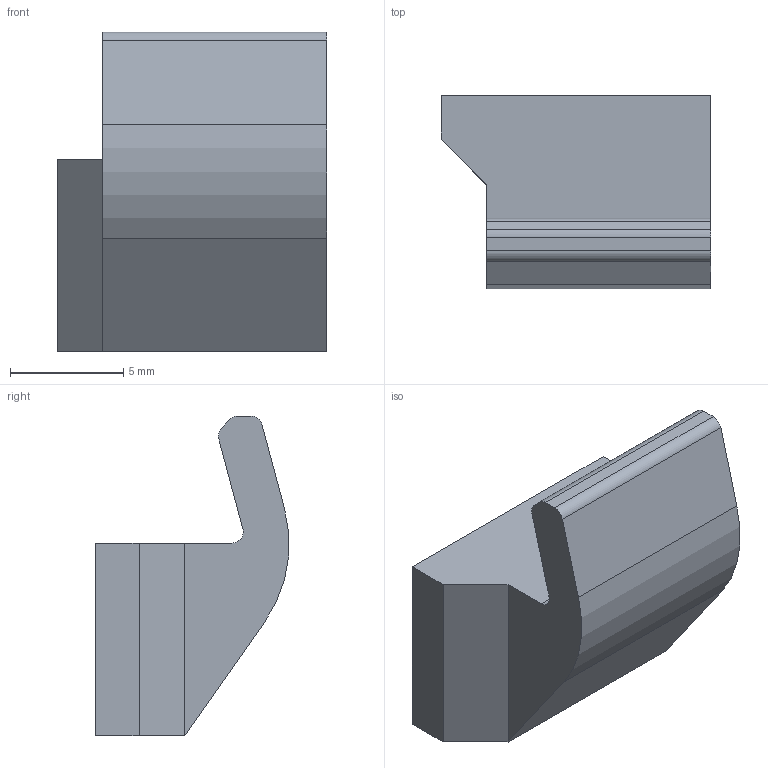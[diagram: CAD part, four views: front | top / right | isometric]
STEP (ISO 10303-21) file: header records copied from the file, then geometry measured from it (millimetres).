
FILE_DESCRIPTION(('CATIA V5 STEP Exchange'),'2;1');
FILE_NAME('Uchyt 2.stp','2025-03-08T19:03:03+00:00',('none'),('none'),'CATIA Version 5 Release 19 SP 2 (IN-10)','CATIA V5 STEP AP203','none');
FILE_SCHEMA(('CONFIG_CONTROL_DESIGN'));
Length unit declared in the file: millimetre
Products named in the file (1): Uchyt 2
Bounding box: 11.9 x 8.52 x 14.1 mm (x, y, z)
Volume: 726.4 mm3; surface area: 581.7 mm2
Topology: 1 solids, 1 shells, 17 faces, 44 edges, 29 vertices
Faces by surface type: plane 12, cylinder 5
Entity records: 552 total; most frequent: CARTESIAN_POINT 91, ORIENTED_EDGE 88, DIRECTION 78, EDGE_CURVE 44, VECTOR 34, LINE 34, VERTEX_POINT 29, AXIS2_PLACEMENT_3D 28
